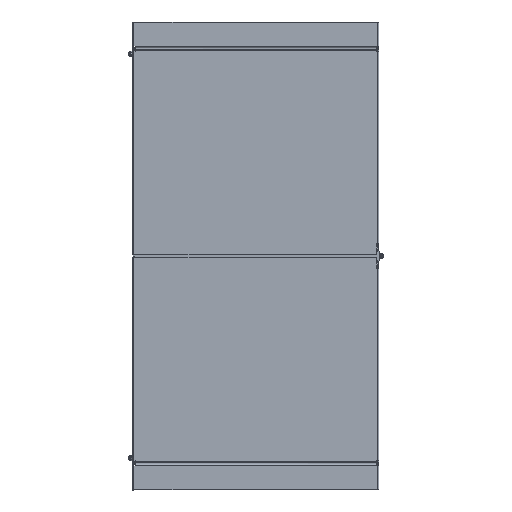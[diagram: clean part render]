
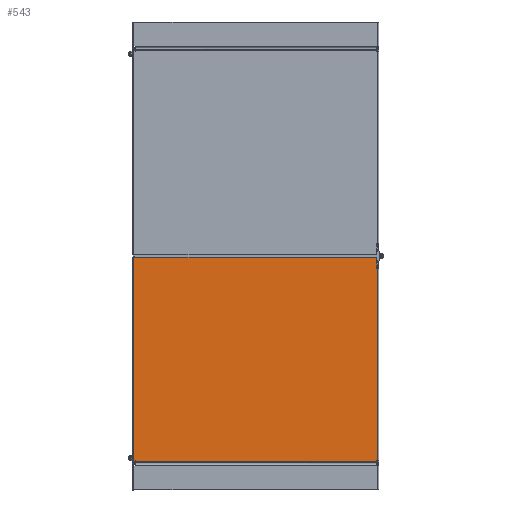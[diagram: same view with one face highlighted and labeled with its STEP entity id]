
A CAD part, front view. The second image highlights one B-rep face of the part: STEP entity #543.
In plain terms, the highlighted planar face has unit normal (0, -1, 0).
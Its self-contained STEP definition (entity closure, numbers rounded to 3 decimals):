
#543=ADVANCED_FACE('',(#1660),#18726,.T.);
#1660=FACE_OUTER_BOUND('',#3022,.T.);
#3022=EDGE_LOOP('',(#6223,#6224,#6225,#6226,#6227,#6228,#6229,#6230,#6231,
#6232,#6233));
#6223=ORIENTED_EDGE('',*,*,#10813,.F.);
#6224=ORIENTED_EDGE('',*,*,#10809,.F.);
#6225=ORIENTED_EDGE('',*,*,#10810,.F.);
#6226=ORIENTED_EDGE('',*,*,#10277,.T.);
#6227=ORIENTED_EDGE('',*,*,#10817,.F.);
#6228=ORIENTED_EDGE('',*,*,#10816,.F.);
#6229=ORIENTED_EDGE('',*,*,#11121,.F.);
#6230=ORIENTED_EDGE('',*,*,#10815,.F.);
#6231=ORIENTED_EDGE('',*,*,#10814,.F.);
#6232=ORIENTED_EDGE('',*,*,#10812,.F.);
#6233=ORIENTED_EDGE('',*,*,#10811,.F.);
#10277=EDGE_CURVE('',#16317,#16319,#13167,.T.);
#10809=EDGE_CURVE('',#17060,#17059,#14533,.T.);
#10810=EDGE_CURVE('',#16317,#17060,#14534,.T.);
#10811=EDGE_CURVE('',#17061,#17062,#14535,.T.);
#10812=EDGE_CURVE('',#17062,#17063,#14536,.T.);
#10813=EDGE_CURVE('',#17059,#17061,#14537,.T.);
#10814=EDGE_CURVE('',#17063,#17066,#14538,.T.);
#10815=EDGE_CURVE('',#17066,#17065,#14539,.T.);
#10816=EDGE_CURVE('',#17064,#16309,#14540,.T.);
#10817=EDGE_CURVE('',#16309,#16319,#14541,.T.);
#11121=EDGE_CURVE('',#17065,#17064,#13570,.T.);
#13167=(
BOUNDED_CURVE()
B_SPLINE_CURVE(1,(#31595,#31596),.UNSPECIFIED.,.F.,.F.)
B_SPLINE_CURVE_WITH_KNOTS((2,2),(0.,395.5),.UNSPECIFIED.)
CURVE()
GEOMETRIC_REPRESENTATION_ITEM()
RATIONAL_B_SPLINE_CURVE((1.,1.))
REPRESENTATION_ITEM('')
);
#13570=(
BOUNDED_CURVE()
B_SPLINE_CURVE(2,(#33875,#33876,#33877),.UNSPECIFIED.,.F.,.F.)
B_SPLINE_CURVE_WITH_KNOTS((3,3),(-1.571,0.),.UNSPECIFIED.)
CURVE()
GEOMETRIC_REPRESENTATION_ITEM()
RATIONAL_B_SPLINE_CURVE((1.,0.707,1.))
REPRESENTATION_ITEM('')
);
#14533=B_SPLINE_CURVE_WITH_KNOTS('',1,(#33097,#33098),.UNSPECIFIED.,.F.,
 .F.,(2,2),(0.,1.536),.UNSPECIFIED.);
#14534=B_SPLINE_CURVE_WITH_KNOTS('',1,(#33099,#33100),.UNSPECIFIED.,.F.,
 .F.,(2,2),(0.,2.3),.UNSPECIFIED.);
#14535=B_SPLINE_CURVE_WITH_KNOTS('',1,(#33101,#33102),.UNSPECIFIED.,.F.,
 .F.,(2,2),(0.,1.536),.UNSPECIFIED.);
#14536=B_SPLINE_CURVE_WITH_KNOTS('',1,(#33103,#33104),.UNSPECIFIED.,.F.,
 .F.,(2,2),(0.,2.3),.UNSPECIFIED.);
#14537=B_SPLINE_CURVE_WITH_KNOTS('',1,(#33105,#33106),.UNSPECIFIED.,.F.,
 .F.,(2,2),(-495.4,0.),.UNSPECIFIED.);
#14538=B_SPLINE_CURVE_WITH_KNOTS('',1,(#33107,#33108),.UNSPECIFIED.,.F.,
 .F.,(2,2),(-418.,0.),.UNSPECIFIED.);
#14539=B_SPLINE_CURVE_WITH_KNOTS('',1,(#33109,#33110),.UNSPECIFIED.,.F.,
 .F.,(2,2),(-497.5,0.),.UNSPECIFIED.);
#14540=B_SPLINE_CURVE_WITH_KNOTS('',1,(#33111,#33112),.UNSPECIFIED.,.F.,
 .F.,(2,2),(0.,21.5),.UNSPECIFIED.);
#14541=B_SPLINE_CURVE_WITH_KNOTS('',1,(#33113,#33114),.UNSPECIFIED.,.F.,
 .F.,(2,2),(0.,1.5),.UNSPECIFIED.);
#16309=VERTEX_POINT('',#29957);
#16317=VERTEX_POINT('',#29965);
#16319=VERTEX_POINT('',#29967);
#17059=VERTEX_POINT('',#30707);
#17060=VERTEX_POINT('',#30708);
#17061=VERTEX_POINT('',#30709);
#17062=VERTEX_POINT('',#30710);
#17063=VERTEX_POINT('',#30711);
#17064=VERTEX_POINT('',#30712);
#17065=VERTEX_POINT('',#30713);
#17066=VERTEX_POINT('',#30714);
#18726=PLANE('',#19291);
#19291=AXIS2_PLACEMENT_3D('',#23560,#19822,$);
#19822=DIRECTION('',(0.,-1.,0.));
#23560=CARTESIAN_POINT('',(-300.001,-1.5,16.009));
#29957=CARTESIAN_POINT('',(248.5,-1.5,455.));
#29965=CARTESIAN_POINT('',(250.,-1.5,59.5));
#29967=CARTESIAN_POINT('',(250.,-1.5,455.));
#30707=CARTESIAN_POINT('',(247.7,-1.5,57.964));
#30708=CARTESIAN_POINT('',(247.7,-1.5,59.5));
#30709=CARTESIAN_POINT('',(-247.7,-1.5,57.964));
#30710=CARTESIAN_POINT('',(-247.7,-1.5,59.5));
#30711=CARTESIAN_POINT('',(-250.,-1.5,59.5));
#30712=CARTESIAN_POINT('',(248.5,-1.5,476.5));
#30713=CARTESIAN_POINT('',(247.5,-1.5,477.5));
#30714=CARTESIAN_POINT('',(-250.,-1.5,477.5));
#31595=CARTESIAN_POINT('',(250.,-1.5,59.5));
#31596=CARTESIAN_POINT('',(250.,-1.5,455.));
#33097=CARTESIAN_POINT('',(247.7,-1.5,59.5));
#33098=CARTESIAN_POINT('',(247.7,-1.5,57.964));
#33099=CARTESIAN_POINT('',(250.,-1.5,59.5));
#33100=CARTESIAN_POINT('',(247.7,-1.5,59.5));
#33101=CARTESIAN_POINT('',(-247.7,-1.5,57.964));
#33102=CARTESIAN_POINT('',(-247.7,-1.5,59.5));
#33103=CARTESIAN_POINT('',(-247.7,-1.5,59.5));
#33104=CARTESIAN_POINT('',(-250.,-1.5,59.5));
#33105=CARTESIAN_POINT('',(247.7,-1.5,57.964));
#33106=CARTESIAN_POINT('',(-247.7,-1.5,57.964));
#33107=CARTESIAN_POINT('',(-250.,-1.5,59.5));
#33108=CARTESIAN_POINT('',(-250.,-1.5,477.5));
#33109=CARTESIAN_POINT('',(-250.,-1.5,477.5));
#33110=CARTESIAN_POINT('',(247.5,-1.5,477.5));
#33111=CARTESIAN_POINT('',(248.5,-1.5,476.5));
#33112=CARTESIAN_POINT('',(248.5,-1.5,455.));
#33113=CARTESIAN_POINT('',(248.5,-1.5,455.));
#33114=CARTESIAN_POINT('',(250.,-1.5,455.));
#33875=CARTESIAN_POINT('',(247.5,-1.5,477.5));
#33876=CARTESIAN_POINT('',(248.5,-1.5,477.5));
#33877=CARTESIAN_POINT('',(248.5,-1.5,476.5));
